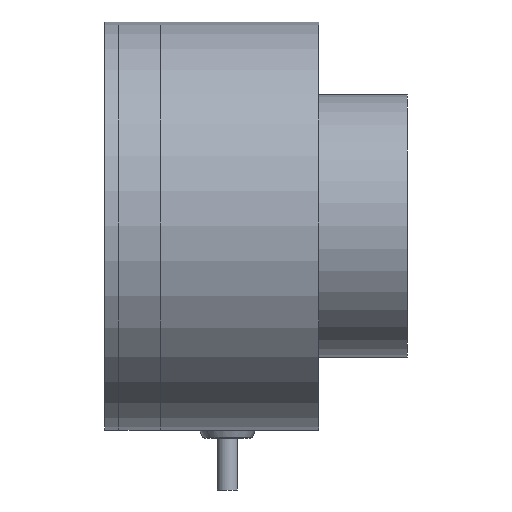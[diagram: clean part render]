
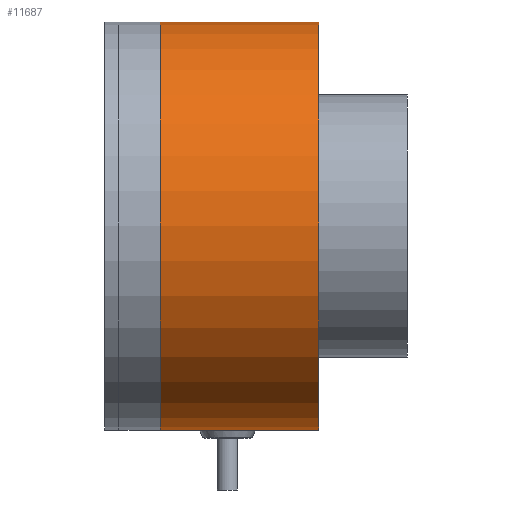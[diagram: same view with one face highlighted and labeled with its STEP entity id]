
A CAD part, front view. The second image highlights one B-rep face of the part: STEP entity #11687.
In plain terms, the highlighted cylindrical face has radius 42.5 mm (diameter 85 mm), a full revolution.
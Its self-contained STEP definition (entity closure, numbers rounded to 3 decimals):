
#280 = VERTEX_POINT ( 'NONE', #4335 ) ;
#357 = ORIENTED_EDGE ( 'NONE', *, *, #919, .T. ) ;
#820 = EDGE_CURVE ( 'NONE', #954, #3993, #4593, .T. ) ;
#919 = EDGE_CURVE ( 'NONE', #280, #280, #3386, .T. ) ;
#954 = VERTEX_POINT ( 'NONE', #7200 ) ;
#1066 = CIRCLE ( 'NONE', #1287, 42.5 ) ;
#1287 = AXIS2_PLACEMENT_3D ( 'NONE', #2841, #10528, #12634 ) ;
#1359 = CARTESIAN_POINT ( 'NONE',  ( 12.5, 0., 0. ) ) ;
#1447 = ORIENTED_EDGE ( 'NONE', *, *, #8692, .T. ) ;
#1486 = AXIS2_PLACEMENT_3D ( 'NONE', #1359, #2346, #2208 ) ;
#1500 = CARTESIAN_POINT ( 'NONE',  ( 8.5, 0., 0. ) ) ;
#1933 = CARTESIAN_POINT ( 'NONE',  ( 41.5, 0., 0. ) ) ;
#2208 = DIRECTION ( 'NONE',  ( 0., -1., 0. ) ) ;
#2318 = VERTEX_POINT ( 'NONE', #12107 ) ;
#2346 = DIRECTION ( 'NONE',  ( -1., 0., 0. ) ) ;
#2354 = FACE_BOUND ( 'NONE', #7317, .T. ) ;
#2427 = DIRECTION ( 'NONE',  ( -1., 0., 0. ) ) ;
#2841 = CARTESIAN_POINT ( 'NONE',  ( 8.5, 0., 0. ) ) ;
#3004 = CARTESIAN_POINT ( 'NONE',  ( 8.5, 41.5, -9.165 ) ) ;
#3386 = CIRCLE ( 'NONE', #3591, 42.5 ) ;
#3591 = AXIS2_PLACEMENT_3D ( 'NONE', #1933, #9465, #6201 ) ;
#3895 = EDGE_CURVE ( 'NONE', #3993, #2318, #5735, .T. ) ;
#3993 = VERTEX_POINT ( 'NONE', #12985 ) ;
#4335 = CARTESIAN_POINT ( 'NONE',  ( 41.5, 0., 42.5 ) ) ;
#4593 = LINE ( 'NONE', #10150, #6739 ) ;
#5034 = ORIENTED_EDGE ( 'NONE', *, *, #9166, .F. ) ;
#5735 = CIRCLE ( 'NONE', #1486, 42.5 ) ;
#5972 = AXIS2_PLACEMENT_3D ( 'NONE', #12706, #8125, #7057 ) ;
#6123 = ORIENTED_EDGE ( 'NONE', *, *, #820, .T. ) ;
#6201 = DIRECTION ( 'NONE',  ( 0., 0., 1. ) ) ;
#6625 = FACE_OUTER_BOUND ( 'NONE', #10307, .T. ) ;
#6739 = VECTOR ( 'NONE', #2427, 1000. ) ;
#7057 = DIRECTION ( 'NONE',  ( 0., 0., -1. ) ) ;
#7200 = CARTESIAN_POINT ( 'NONE',  ( 32.5, 41.5, 9.165 ) ) ;
#7317 = EDGE_LOOP ( 'NONE', ( #8519, #6123, #8066, #1447 ) ) ;
#8066 = ORIENTED_EDGE ( 'NONE', *, *, #3895, .T. ) ;
#8124 = EDGE_LOOP ( 'NONE', ( #357 ) ) ;
#8125 = DIRECTION ( 'NONE',  ( 1., 0., 0. ) ) ;
#8519 = ORIENTED_EDGE ( 'NONE', *, *, #9441, .T. ) ;
#8571 = CARTESIAN_POINT ( 'NONE',  ( 32.5, 41.5, -9.165 ) ) ;
#8692 = EDGE_CURVE ( 'NONE', #2318, #11064, #9557, .T. ) ;
#8696 = CIRCLE ( 'NONE', #5972, 42.5 ) ;
#8823 = CYLINDRICAL_SURFACE ( 'NONE', #12389, 42.5 ) ;
#9166 = EDGE_CURVE ( 'NONE', #13879, #13879, #1066, .T. ) ;
#9441 = EDGE_CURVE ( 'NONE', #11064, #954, #8696, .T. ) ;
#9465 = DIRECTION ( 'NONE',  ( -1., 0., 0. ) ) ;
#9557 = LINE ( 'NONE', #3004, #10926 ) ;
#10150 = CARTESIAN_POINT ( 'NONE',  ( 8.5, 41.5, 9.165 ) ) ;
#10307 = EDGE_LOOP ( 'NONE', ( #5034 ) ) ;
#10528 = DIRECTION ( 'NONE',  ( -1., 0., 0. ) ) ;
#10926 = VECTOR ( 'NONE', #12727, 1000. ) ;
#10999 = DIRECTION ( 'NONE',  ( -1., 0., 0. ) ) ;
#11064 = VERTEX_POINT ( 'NONE', #8571 ) ;
#11139 = FACE_OUTER_BOUND ( 'NONE', #8124, .T. ) ;
#11687 = ADVANCED_FACE ( 'NONE', ( #2354, #6625, #11139 ), #8823, .T. ) ;
#11884 = CARTESIAN_POINT ( 'NONE',  ( 8.5, 0., 42.5 ) ) ;
#12107 = CARTESIAN_POINT ( 'NONE',  ( 12.5, 41.5, -9.165 ) ) ;
#12389 = AXIS2_PLACEMENT_3D ( 'NONE', #1500, #10999, #13255 ) ;
#12634 = DIRECTION ( 'NONE',  ( 0., 0., 1. ) ) ;
#12706 = CARTESIAN_POINT ( 'NONE',  ( 32.5, 0., 0. ) ) ;
#12727 = DIRECTION ( 'NONE',  ( 1., 0., 0. ) ) ;
#12985 = CARTESIAN_POINT ( 'NONE',  ( 12.5, 41.5, 9.165 ) ) ;
#13255 = DIRECTION ( 'NONE',  ( 0., 0., 1. ) ) ;
#13879 = VERTEX_POINT ( 'NONE', #11884 ) ;
